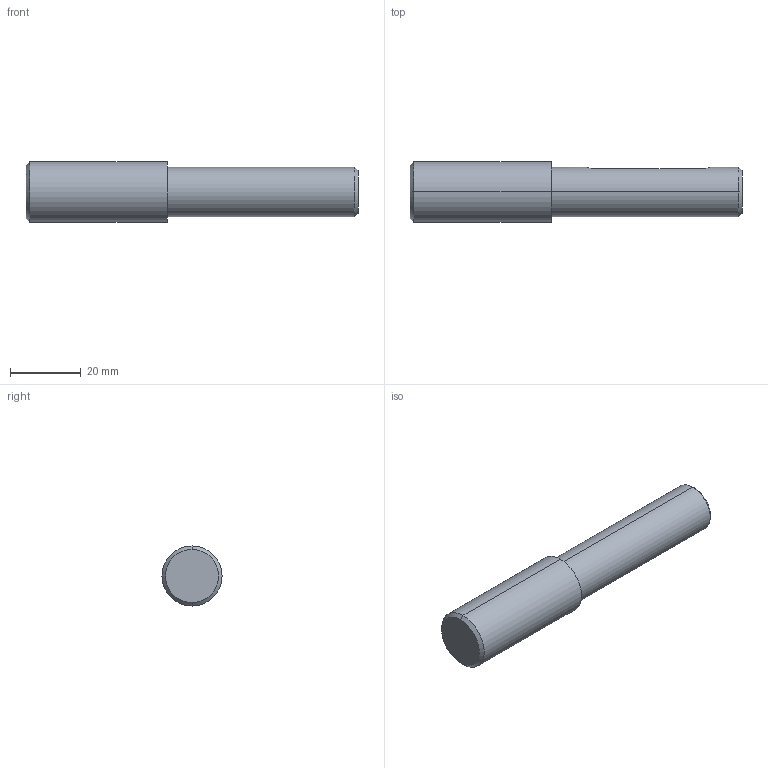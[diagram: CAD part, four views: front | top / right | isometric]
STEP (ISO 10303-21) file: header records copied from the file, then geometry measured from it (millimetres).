
FILE_DESCRIPTION (( 'STEP AP203' ), '1' );
FILE_NAME ('800.040.071.STEP', '2018-03-12T14:12:39', ( '' ), ( '' ), 'SwSTEP 2.0', 'SolidWorks 2016', '' );
FILE_SCHEMA (( 'CONFIG_CONTROL_DESIGN' ));
Length unit declared in the file: millimetre
Products named in the file (1): 800.040.071
Bounding box: 94 x 17 x 17 mm (x, y, z)
Volume: 16557 mm3; surface area: 5336.6 mm2
Topology: 1 solids, 1 shells, 20 faces, 42 edges, 25 vertices
Faces by surface type: cylinder 8, cone 6, plane 6
Entity records: 657 total; most frequent: CARTESIAN_POINT 148, DIRECTION 98, ORIENTED_EDGE 80, EDGE_CURVE 40, AXIS2_PLACEMENT_3D 39, VERTEX_POINT 25, EDGE_LOOP 23, FACE_OUTER_BOUND 20
